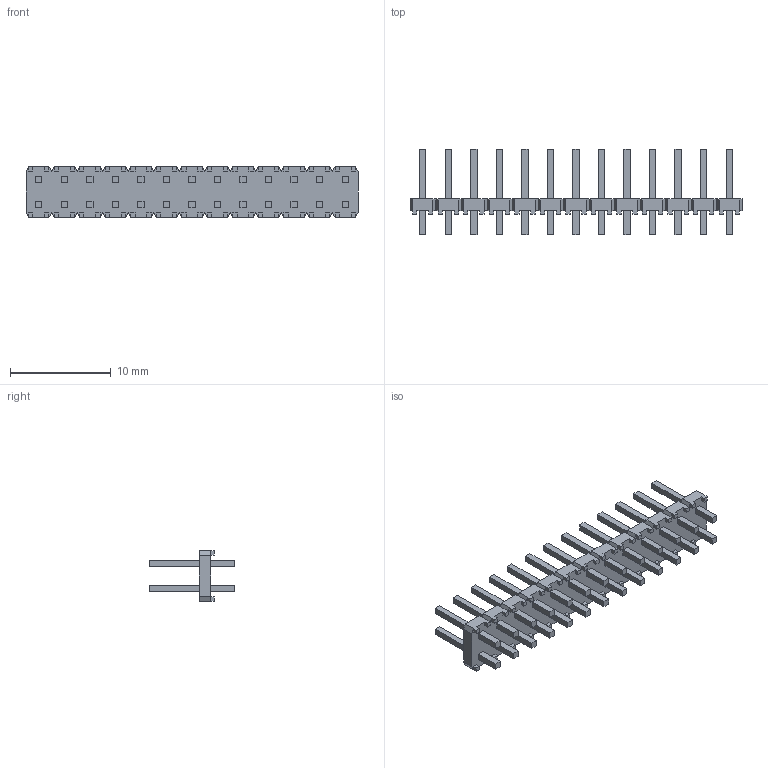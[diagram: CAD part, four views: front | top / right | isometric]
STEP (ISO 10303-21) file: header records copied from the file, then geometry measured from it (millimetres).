
FILE_DESCRIPTION(/* description */ ('STEP AP214'),/* implementation_level */ '2;1');
FILE_NAME(/* name */ 'MTLW-113-05-G-D-195',/* time_stamp */ '2025-03-08T21:27:01+01:00',/* author */ ('License CC BY-ND 4.0'),/* organization */ ('CADENAS'),/* preprocessor_version */ 'ST-DEVELOPER v19.3',/* originating_system */ 'PARTsolutions',/* authorisation */ ' ');
FILE_SCHEMA (('AUTOMOTIVE_DESIGN {1 0 10303 214 3 1 1}'));
Length unit declared in the file: inch
Products named in the file (3): MTLW-113-05-G-D-195; MTLW-113-05-G-D-195_body; MTLW-13-05-D-195
Assembly tree (2 placements, depth 2):
  MTLW-113-05-G-D-195
    MTLW-113-05-G-D-195_body
    MTLW-13-05-D-195
Bounding box: 33.02 x 8.51 x 5.03 mm (x, y, z)
Volume: 279.2 mm3; surface area: 1295 mm2
Topology: 2 solids, 2 shells, 660 faces, 1760 edges, 1156 vertices
Faces by surface type: plane 660
Entity records: 20210 total; most frequent: CARTESIAN_POINT 3579, ORIENTED_EDGE 3520, DIRECTION 3086, EDGE_CURVE 1760, LINE 1760, VECTOR 1760, VERTEX_POINT 1156, EDGE_LOOP 764
